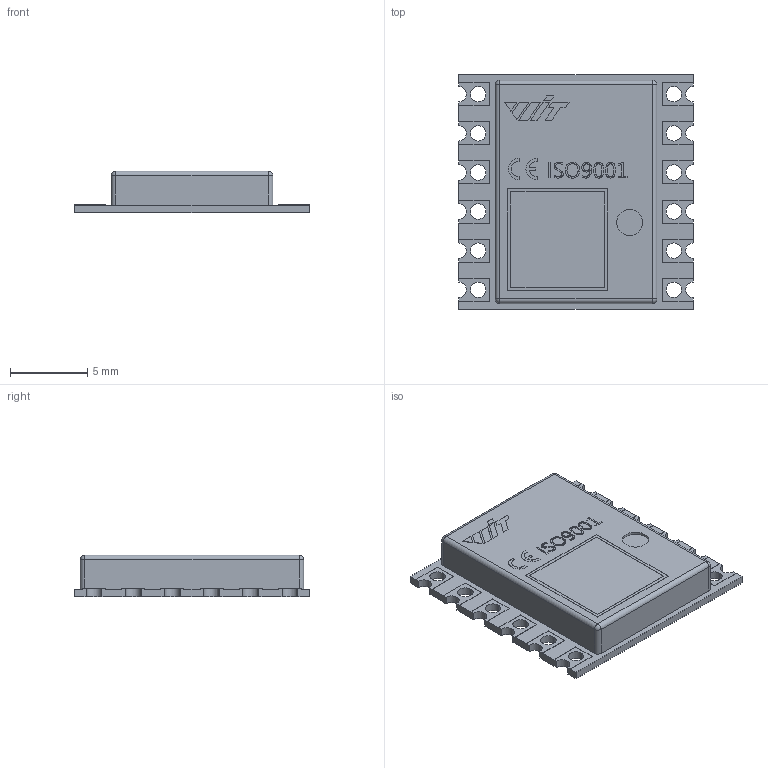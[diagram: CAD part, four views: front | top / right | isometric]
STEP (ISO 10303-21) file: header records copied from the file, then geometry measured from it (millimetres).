
FILE_DESCRIPTION (( 'STEP AP214' ), '1' );
FILE_NAME ('WitMotionSensor_01.STEP', '2022-09-03T09:08:29', ( '' ), ( '' ), 'SwSTEP 2.0', 'SolidWorks 2022', '' );
FILE_SCHEMA (( 'AUTOMOTIVE_DESIGN' ));
Length unit declared in the file: millimetre
Products named in the file (1): WitMotionSensor_01
Bounding box: 15.24 x 15.24 x 2.72 mm (x, y, z)
Volume: 443.2 mm3; surface area: 597.5 mm2
Topology: 1 solids, 1 shells, 310 faces, 847 edges, 558 vertices
Faces by surface type: plane 200, cylinder 57, bspline 49, sphere 4
Entity records: 14070 total; most frequent: CARTESIAN_POINT 5025, ORIENTED_EDGE 1686, DIRECTION 1383, EDGE_CURVE 843, LINE 631, VECTOR 631, VERTEX_POINT 558, AXIS2_PLACEMENT_3D 376
